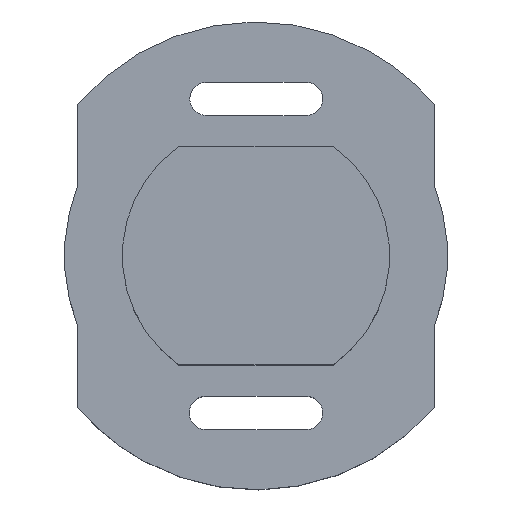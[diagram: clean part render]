
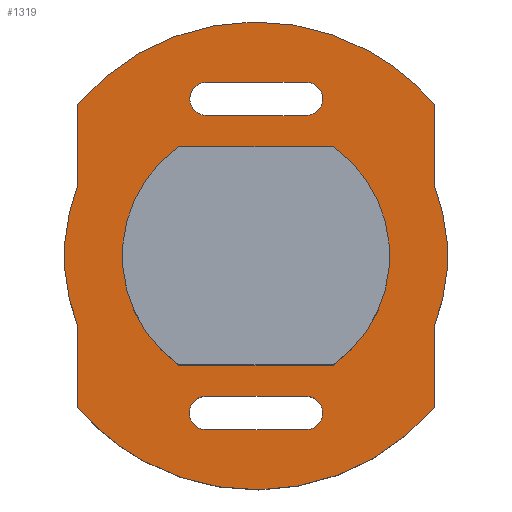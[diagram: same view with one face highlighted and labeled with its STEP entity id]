
A CAD part, top view. The second image highlights one B-rep face of the part: STEP entity #1319.
In plain terms, the highlighted planar face has unit normal (0, 0, 1).
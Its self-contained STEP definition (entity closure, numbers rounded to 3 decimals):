
#855=AXIS2_PLACEMENT_3D('Circle Axis2P3D',#853,#854,$) ;
#903=AXIS2_PLACEMENT_3D('Circle Axis2P3D',#901,#902,$) ;
#951=AXIS2_PLACEMENT_3D('Circle Axis2P3D',#949,#950,$) ;
#999=AXIS2_PLACEMENT_3D('Circle Axis2P3D',#997,#998,$) ;
#1064=AXIS2_PLACEMENT_3D('Circle Axis2P3D',#1062,#1063,$) ;
#1107=AXIS2_PLACEMENT_3D('Circle Axis2P3D',#1105,#1106,$) ;
#1131=AXIS2_PLACEMENT_3D('Circle Axis2P3D',#1129,#1130,$) ;
#1179=AXIS2_PLACEMENT_3D('Circle Axis2P3D',#1177,#1178,$) ;
#1222=AXIS2_PLACEMENT_3D('Circle Axis2P3D',#1220,#1221,$) ;
#1246=AXIS2_PLACEMENT_3D('Circle Axis2P3D',#1244,#1245,$) ;
#1259=AXIS2_PLACEMENT_3D('Plane Axis2P3D',#1256,#1257,#1258) ;
#1275=AXIS2_PLACEMENT_3D('Circle Axis2P3D',#1273,#1274,$) ;
#1291=AXIS2_PLACEMENT_3D('Circle Axis2P3D',#1289,#1290,$) ;
#843=CARTESIAN_POINT('Vertex',(6.381,16.8,10.2)) ;
#850=CARTESIAN_POINT('Vertex',(6.381,18.3,10.2)) ;
#853=CARTESIAN_POINT('Axis2P3D Location',(6.381,17.55,10.2)) ;
#874=CARTESIAN_POINT('Vertex',(10.85,18.3,10.2)) ;
#877=CARTESIAN_POINT('Line Origine',(8.615,18.3,10.2)) ;
#898=CARTESIAN_POINT('Vertex',(10.85,16.8,10.2)) ;
#901=CARTESIAN_POINT('Axis2P3D Location',(10.85,17.55,10.2)) ;
#918=CARTESIAN_POINT('Line Origine',(8.615,16.8,10.2)) ;
#939=CARTESIAN_POINT('Vertex',(10.85,4.2,10.2)) ;
#946=CARTESIAN_POINT('Vertex',(10.85,2.7,10.2)) ;
#949=CARTESIAN_POINT('Axis2P3D Location',(10.85,3.45,10.2)) ;
#970=CARTESIAN_POINT('Vertex',(6.35,2.7,10.2)) ;
#973=CARTESIAN_POINT('Line Origine',(8.6,2.7,10.2)) ;
#994=CARTESIAN_POINT('Vertex',(6.35,4.2,10.2)) ;
#997=CARTESIAN_POINT('Axis2P3D Location',(6.35,3.45,10.2)) ;
#1014=CARTESIAN_POINT('Line Origine',(8.6,4.2,10.2)) ;
#1031=CARTESIAN_POINT('Line Origine',(16.6,5.522,10.2)) ;
#1035=CARTESIAN_POINT('Vertex',(16.6,7.344,10.2)) ;
#1037=CARTESIAN_POINT('Vertex',(16.6,3.699,10.2)) ;
#1062=CARTESIAN_POINT('Axis2P3D Location',(8.6,10.5,10.2)) ;
#1066=CARTESIAN_POINT('Vertex',(16.6,13.656,10.2)) ;
#1081=CARTESIAN_POINT('Line Origine',(16.6,15.478,10.2)) ;
#1085=CARTESIAN_POINT('Vertex',(16.6,17.301,10.2)) ;
#1105=CARTESIAN_POINT('Axis2P3D Location',(8.584,10.48,10.2)) ;
#1109=CARTESIAN_POINT('Vertex',(13.634,19.715,10.2)) ;
#1129=CARTESIAN_POINT('Axis2P3D Location',(8.6,10.5,10.2)) ;
#1133=CARTESIAN_POINT('Vertex',(0.6,17.301,10.2)) ;
#1153=CARTESIAN_POINT('Line Origine',(0.6,15.478,10.2)) ;
#1157=CARTESIAN_POINT('Vertex',(0.6,13.656,10.2)) ;
#1177=CARTESIAN_POINT('Axis2P3D Location',(8.6,10.5,10.2)) ;
#1181=CARTESIAN_POINT('Vertex',(0.6,7.344,10.2)) ;
#1196=CARTESIAN_POINT('Line Origine',(0.6,5.522,10.2)) ;
#1200=CARTESIAN_POINT('Vertex',(0.6,3.699,10.2)) ;
#1220=CARTESIAN_POINT('Axis2P3D Location',(8.6,10.5,10.2)) ;
#1224=CARTESIAN_POINT('Vertex',(3.566,1.285,10.2)) ;
#1244=CARTESIAN_POINT('Axis2P3D Location',(8.6,10.5,10.2)) ;
#1256=CARTESIAN_POINT('Axis2P3D Location',(17.2,0.,10.2)) ;
#1273=CARTESIAN_POINT('Axis2P3D Location',(8.6,10.5,10.2)) ;
#1277=CARTESIAN_POINT('Vertex',(5.137,5.6,10.2)) ;
#1279=CARTESIAN_POINT('Vertex',(5.138,15.4,10.2)) ;
#1282=CARTESIAN_POINT('Line Origine',(8.6,15.4,10.2)) ;
#1286=CARTESIAN_POINT('Vertex',(12.063,15.4,10.2)) ;
#1289=CARTESIAN_POINT('Axis2P3D Location',(8.6,10.5,10.2)) ;
#1293=CARTESIAN_POINT('Vertex',(12.063,5.6,10.2)) ;
#1296=CARTESIAN_POINT('Line Origine',(8.6,5.6,10.2)) ;
#854=DIRECTION('Axis2P3D Direction',(0.,0.,-1.)) ;
#878=DIRECTION('Vector Direction',(1.,0.,0.)) ;
#902=DIRECTION('Axis2P3D Direction',(0.,0.,-1.)) ;
#919=DIRECTION('Vector Direction',(-1.,0.,0.)) ;
#950=DIRECTION('Axis2P3D Direction',(0.,0.,-1.)) ;
#974=DIRECTION('Vector Direction',(-1.,0.,0.)) ;
#998=DIRECTION('Axis2P3D Direction',(0.,0.,-1.)) ;
#1015=DIRECTION('Vector Direction',(1.,0.,0.)) ;
#1032=DIRECTION('Vector Direction',(0.,1.,0.)) ;
#1063=DIRECTION('Axis2P3D Direction',(0.,0.,-1.)) ;
#1082=DIRECTION('Vector Direction',(0.,1.,0.)) ;
#1106=DIRECTION('Axis2P3D Direction',(0.,0.,-1.)) ;
#1130=DIRECTION('Axis2P3D Direction',(0.,0.,-1.)) ;
#1154=DIRECTION('Vector Direction',(0.,-1.,0.)) ;
#1178=DIRECTION('Axis2P3D Direction',(0.,0.,-1.)) ;
#1197=DIRECTION('Vector Direction',(0.,-1.,0.)) ;
#1221=DIRECTION('Axis2P3D Direction',(0.,0.,-1.)) ;
#1245=DIRECTION('Axis2P3D Direction',(0.,0.,-1.)) ;
#1257=DIRECTION('Axis2P3D Direction',(0.,0.,-1.)) ;
#1258=DIRECTION('Axis2P3D XDirection',(-1.,0.,0.)) ;
#1274=DIRECTION('Axis2P3D Direction',(0.,0.,-1.)) ;
#1283=DIRECTION('Vector Direction',(1.,0.,0.)) ;
#1290=DIRECTION('Axis2P3D Direction',(0.,0.,-1.)) ;
#1297=DIRECTION('Vector Direction',(-1.,0.,0.)) ;
#879=VECTOR('Line Direction',#878,1.) ;
#920=VECTOR('Line Direction',#919,1.) ;
#975=VECTOR('Line Direction',#974,1.) ;
#1016=VECTOR('Line Direction',#1015,1.) ;
#1033=VECTOR('Line Direction',#1032,1.) ;
#1083=VECTOR('Line Direction',#1082,1.) ;
#1155=VECTOR('Line Direction',#1154,1.) ;
#1198=VECTOR('Line Direction',#1197,1.) ;
#1284=VECTOR('Line Direction',#1283,1.) ;
#1298=VECTOR('Line Direction',#1297,1.) ;
#1262=ORIENTED_EDGE('',*,*,#1039,.F.) ;
#1263=ORIENTED_EDGE('',*,*,#1068,.F.) ;
#1264=ORIENTED_EDGE('',*,*,#1087,.F.) ;
#1265=ORIENTED_EDGE('',*,*,#1111,.F.) ;
#1266=ORIENTED_EDGE('',*,*,#1135,.F.) ;
#1267=ORIENTED_EDGE('',*,*,#1159,.F.) ;
#1268=ORIENTED_EDGE('',*,*,#1183,.F.) ;
#1269=ORIENTED_EDGE('',*,*,#1202,.F.) ;
#1270=ORIENTED_EDGE('',*,*,#1226,.F.) ;
#1271=ORIENTED_EDGE('',*,*,#1248,.F.) ;
#1302=ORIENTED_EDGE('',*,*,#1281,.T.) ;
#1303=ORIENTED_EDGE('',*,*,#1288,.T.) ;
#1304=ORIENTED_EDGE('',*,*,#1295,.T.) ;
#1305=ORIENTED_EDGE('',*,*,#1300,.T.) ;
#1308=ORIENTED_EDGE('',*,*,#953,.T.) ;
#1309=ORIENTED_EDGE('',*,*,#977,.T.) ;
#1310=ORIENTED_EDGE('',*,*,#1001,.T.) ;
#1311=ORIENTED_EDGE('',*,*,#1018,.T.) ;
#1314=ORIENTED_EDGE('',*,*,#857,.T.) ;
#1315=ORIENTED_EDGE('',*,*,#881,.T.) ;
#1316=ORIENTED_EDGE('',*,*,#905,.T.) ;
#1317=ORIENTED_EDGE('',*,*,#922,.T.) ;
#1306=FACE_BOUND('',#1301,.T.) ;
#1312=FACE_BOUND('',#1307,.T.) ;
#1318=FACE_BOUND('',#1313,.T.) ;
#1319=ADVANCED_FACE('Hauptkoerper',(#1272,#1306,#1312,#1318),#1260,.F.) ;
#856=CIRCLE('generated circle',#855,0.75) ;
#904=CIRCLE('generated circle',#903,0.75) ;
#952=CIRCLE('generated circle',#951,0.75) ;
#1000=CIRCLE('generated circle',#999,0.75) ;
#1065=CIRCLE('generated circle',#1064,8.6) ;
#1108=CIRCLE('generated circle',#1107,10.525) ;
#1132=CIRCLE('generated circle',#1131,10.5) ;
#1180=CIRCLE('generated circle',#1179,8.6) ;
#1223=CIRCLE('generated circle',#1222,10.5) ;
#1247=CIRCLE('generated circle',#1246,10.5) ;
#1276=CIRCLE('generated circle',#1275,6.) ;
#1292=CIRCLE('generated circle',#1291,6.) ;
#857=EDGE_CURVE('',#844,#851,#856,.T.) ;
#881=EDGE_CURVE('',#851,#875,#880,.T.) ;
#905=EDGE_CURVE('',#875,#899,#904,.T.) ;
#922=EDGE_CURVE('',#899,#844,#921,.T.) ;
#953=EDGE_CURVE('',#940,#947,#952,.T.) ;
#977=EDGE_CURVE('',#947,#971,#976,.T.) ;
#1001=EDGE_CURVE('',#971,#995,#1000,.T.) ;
#1018=EDGE_CURVE('',#995,#940,#1017,.T.) ;
#1039=EDGE_CURVE('',#1036,#1038,#1034,.F.) ;
#1068=EDGE_CURVE('',#1067,#1036,#1065,.T.) ;
#1087=EDGE_CURVE('',#1086,#1067,#1084,.F.) ;
#1111=EDGE_CURVE('',#1110,#1086,#1108,.T.) ;
#1135=EDGE_CURVE('',#1134,#1110,#1132,.T.) ;
#1159=EDGE_CURVE('',#1158,#1134,#1156,.F.) ;
#1183=EDGE_CURVE('',#1182,#1158,#1180,.T.) ;
#1202=EDGE_CURVE('',#1201,#1182,#1199,.F.) ;
#1226=EDGE_CURVE('',#1225,#1201,#1223,.T.) ;
#1248=EDGE_CURVE('',#1038,#1225,#1247,.T.) ;
#1281=EDGE_CURVE('',#1278,#1280,#1276,.T.) ;
#1288=EDGE_CURVE('',#1280,#1287,#1285,.T.) ;
#1295=EDGE_CURVE('',#1287,#1294,#1292,.T.) ;
#1300=EDGE_CURVE('',#1294,#1278,#1299,.T.) ;
#1261=EDGE_LOOP('',(#1262,#1263,#1264,#1265,#1266,#1267,#1268,#1269,#1270,#1271)) ;
#1301=EDGE_LOOP('',(#1302,#1303,#1304,#1305)) ;
#1307=EDGE_LOOP('',(#1308,#1309,#1310,#1311)) ;
#1313=EDGE_LOOP('',(#1314,#1315,#1316,#1317)) ;
#1272=FACE_OUTER_BOUND('',#1261,.T.) ;
#880=LINE('Line',#877,#879) ;
#921=LINE('Line',#918,#920) ;
#976=LINE('Line',#973,#975) ;
#1017=LINE('Line',#1014,#1016) ;
#1034=LINE('Line',#1031,#1033) ;
#1084=LINE('Line',#1081,#1083) ;
#1156=LINE('Line',#1153,#1155) ;
#1199=LINE('Line',#1196,#1198) ;
#1285=LINE('Line',#1282,#1284) ;
#1299=LINE('Line',#1296,#1298) ;
#1260=PLANE('',#1259) ;
#844=VERTEX_POINT('',#843) ;
#851=VERTEX_POINT('',#850) ;
#875=VERTEX_POINT('',#874) ;
#899=VERTEX_POINT('',#898) ;
#940=VERTEX_POINT('',#939) ;
#947=VERTEX_POINT('',#946) ;
#971=VERTEX_POINT('',#970) ;
#995=VERTEX_POINT('',#994) ;
#1036=VERTEX_POINT('',#1035) ;
#1038=VERTEX_POINT('',#1037) ;
#1067=VERTEX_POINT('',#1066) ;
#1086=VERTEX_POINT('',#1085) ;
#1110=VERTEX_POINT('',#1109) ;
#1134=VERTEX_POINT('',#1133) ;
#1158=VERTEX_POINT('',#1157) ;
#1182=VERTEX_POINT('',#1181) ;
#1201=VERTEX_POINT('',#1200) ;
#1225=VERTEX_POINT('',#1224) ;
#1278=VERTEX_POINT('',#1277) ;
#1280=VERTEX_POINT('',#1279) ;
#1287=VERTEX_POINT('',#1286) ;
#1294=VERTEX_POINT('',#1293) ;
